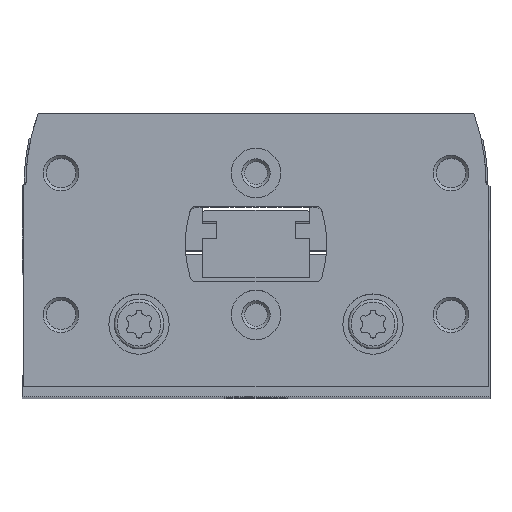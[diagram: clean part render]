
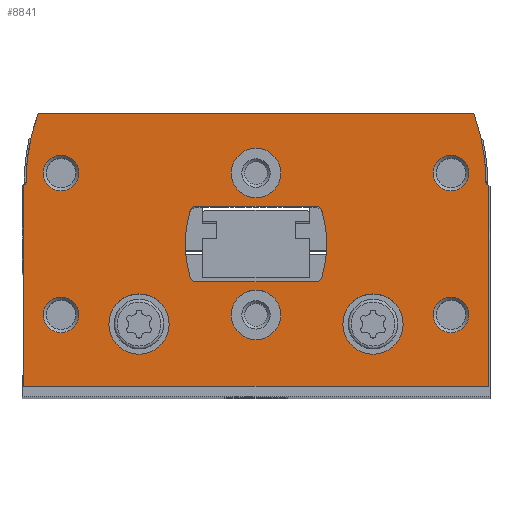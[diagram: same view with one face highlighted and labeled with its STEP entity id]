
A CAD part, top view. The second image highlights one B-rep face of the part: STEP entity #8841.
In plain terms, the highlighted planar face has unit normal (0, 0, 1).
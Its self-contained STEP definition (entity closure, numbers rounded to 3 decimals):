
#405=LINE('',#13781,#891);
#410=LINE('',#13791,#896);
#428=LINE('',#13837,#914);
#434=LINE('',#13849,#920);
#447=LINE('',#13919,#933);
#449=LINE('',#13925,#935);
#450=LINE('',#13959,#936);
#451=LINE('',#13979,#937);
#891=VECTOR('',#11363,1000.);
#896=VECTOR('',#11370,1000.);
#914=VECTOR('',#11406,1000.);
#920=VECTOR('',#11416,1000.);
#933=VECTOR('',#11471,1000.);
#935=VECTOR('',#11479,1000.);
#936=VECTOR('',#11514,1000.);
#937=VECTOR('',#11535,1000.);
#1165=PLANE('',#9617);
#2435=ORIENTED_EDGE('',*,*,#3931,.F.);
#2436=ORIENTED_EDGE('',*,*,#3932,.F.);
#2437=ORIENTED_EDGE('',*,*,#3933,.T.);
#2438=ORIENTED_EDGE('',*,*,#3934,.T.);
#2439=ORIENTED_EDGE('',*,*,#3935,.T.);
#2440=ORIENTED_EDGE('',*,*,#3936,.T.);
#2441=ORIENTED_EDGE('',*,*,#3937,.T.);
#2442=ORIENTED_EDGE('',*,*,#3938,.T.);
#2443=ORIENTED_EDGE('',*,*,#3891,.F.);
#2444=ORIENTED_EDGE('',*,*,#3909,.F.);
#2445=ORIENTED_EDGE('',*,*,#3903,.F.);
#2446=ORIENTED_EDGE('',*,*,#3900,.F.);
#2447=ORIENTED_EDGE('',*,*,#3939,.F.);
#2448=ORIENTED_EDGE('',*,*,#3940,.F.);
#2449=ORIENTED_EDGE('',*,*,#3941,.F.);
#2450=ORIENTED_EDGE('',*,*,#3894,.F.);
#2451=ORIENTED_EDGE('',*,*,#3878,.T.);
#2452=ORIENTED_EDGE('',*,*,#3872,.T.);
#2453=ORIENTED_EDGE('',*,*,#3913,.T.);
#2454=ORIENTED_EDGE('',*,*,#3843,.T.);
#2455=ORIENTED_EDGE('',*,*,#3848,.T.);
#2456=ORIENTED_EDGE('',*,*,#3852,.T.);
#2457=ORIENTED_EDGE('',*,*,#3930,.T.);
#2458=ORIENTED_EDGE('',*,*,#3884,.T.);
#3843=EDGE_CURVE('',#4707,#4706,#405,.T.);
#3848=EDGE_CURVE('',#4706,#4710,#410,.T.);
#3852=EDGE_CURVE('',#4710,#4712,#5247,.T.);
#3872=EDGE_CURVE('',#4727,#4729,#428,.T.);
#3878=EDGE_CURVE('',#4733,#4727,#434,.T.);
#3884=EDGE_CURVE('',#4738,#4733,#5253,.T.);
#3891=EDGE_CURVE('',#4742,#4743,#5256,.T.);
#3894=EDGE_CURVE('',#4743,#4744,#5257,.T.);
#3900=EDGE_CURVE('',#4748,#4749,#5260,.T.);
#3903=EDGE_CURVE('',#4749,#4751,#5261,.T.);
#3909=EDGE_CURVE('',#4751,#4742,#447,.T.);
#3913=EDGE_CURVE('',#4729,#4707,#449,.T.);
#3930=EDGE_CURVE('',#4712,#4738,#450,.T.);
#3931=EDGE_CURVE('',#4771,#4771,#5284,.T.);
#3932=EDGE_CURVE('',#4772,#4772,#5285,.T.);
#3933=EDGE_CURVE('',#4773,#4773,#5286,.T.);
#3934=EDGE_CURVE('',#4774,#4774,#5287,.T.);
#3935=EDGE_CURVE('',#4775,#4775,#5288,.T.);
#3936=EDGE_CURVE('',#4776,#4776,#5289,.T.);
#3937=EDGE_CURVE('',#4777,#4777,#5290,.T.);
#3938=EDGE_CURVE('',#4778,#4778,#5291,.T.);
#3939=EDGE_CURVE('',#4779,#4748,#5292,.T.);
#3940=EDGE_CURVE('',#4780,#4779,#451,.T.);
#3941=EDGE_CURVE('',#4744,#4780,#5293,.T.);
#4706=VERTEX_POINT('',#13780);
#4707=VERTEX_POINT('',#13782);
#4710=VERTEX_POINT('',#13790);
#4712=VERTEX_POINT('',#13797);
#4727=VERTEX_POINT('',#13831);
#4729=VERTEX_POINT('',#13836);
#4733=VERTEX_POINT('',#13847);
#4738=VERTEX_POINT('',#13862);
#4742=VERTEX_POINT('',#13876);
#4743=VERTEX_POINT('',#13878);
#4744=VERTEX_POINT('',#13886);
#4748=VERTEX_POINT('',#13899);
#4749=VERTEX_POINT('',#13901);
#4751=VERTEX_POINT('',#13910);
#4771=VERTEX_POINT('',#13962);
#4772=VERTEX_POINT('',#13964);
#4773=VERTEX_POINT('',#13966);
#4774=VERTEX_POINT('',#13968);
#4775=VERTEX_POINT('',#13970);
#4776=VERTEX_POINT('',#13972);
#4777=VERTEX_POINT('',#13974);
#4778=VERTEX_POINT('',#13976);
#4779=VERTEX_POINT('',#13978);
#4780=VERTEX_POINT('',#13980);
#5247=CIRCLE('',#9567,30.);
#5253=CIRCLE('',#9579,30.);
#5256=CIRCLE('',#9583,1.);
#5257=CIRCLE('',#9585,16.);
#5260=CIRCLE('',#9589,16.);
#5261=CIRCLE('',#9591,1.);
#5284=CIRCLE('',#9618,4.25);
#5285=CIRCLE('',#9619,4.25);
#5286=CIRCLE('',#9620,3.5);
#5287=CIRCLE('',#9621,3.5);
#5288=CIRCLE('',#9622,2.5);
#5289=CIRCLE('',#9623,2.5);
#5290=CIRCLE('',#9624,2.5);
#5291=CIRCLE('',#9625,2.5);
#5292=CIRCLE('',#9626,1.);
#5293=CIRCLE('',#9627,1.);
#5859=EDGE_LOOP('',(#2435));
#5860=EDGE_LOOP('',(#2436));
#5861=EDGE_LOOP('',(#2437));
#5862=EDGE_LOOP('',(#2438));
#5863=EDGE_LOOP('',(#2439));
#5864=EDGE_LOOP('',(#2440));
#5865=EDGE_LOOP('',(#2441));
#5866=EDGE_LOOP('',(#2442));
#5867=EDGE_LOOP('',(#2443,#2444,#2445,#2446,#2447,#2448,#2449,#2450));
#5868=EDGE_LOOP('',(#2451,#2452,#2453,#2454,#2455,#2456,#2457,#2458));
#6533=FACE_BOUND('',#5859,.T.);
#6534=FACE_BOUND('',#5860,.T.);
#6535=FACE_BOUND('',#5861,.T.);
#6536=FACE_BOUND('',#5862,.T.);
#6537=FACE_BOUND('',#5863,.T.);
#6538=FACE_BOUND('',#5864,.T.);
#6539=FACE_BOUND('',#5865,.T.);
#6540=FACE_BOUND('',#5866,.T.);
#6541=FACE_BOUND('',#5867,.T.);
#6542=FACE_BOUND('',#5868,.T.);
#8841=ADVANCED_FACE('',(#6533,#6534,#6535,#6536,#6537,#6538,#6539,#6540,
#6541,#6542),#1165,.T.);
#9567=AXIS2_PLACEMENT_3D('',#13798,#11377,#11378);
#9579=AXIS2_PLACEMENT_3D('',#13861,#11427,#11428);
#9583=AXIS2_PLACEMENT_3D('',#13877,#11438,#11439);
#9585=AXIS2_PLACEMENT_3D('',#13885,#11443,#11444);
#9589=AXIS2_PLACEMENT_3D('',#13900,#11453,#11454);
#9591=AXIS2_PLACEMENT_3D('',#13909,#11458,#11459);
#9617=AXIS2_PLACEMENT_3D('',#13960,#11515,#11516);
#9618=AXIS2_PLACEMENT_3D('',#13961,#11517,#11518);
#9619=AXIS2_PLACEMENT_3D('',#13963,#11519,#11520);
#9620=AXIS2_PLACEMENT_3D('',#13965,#11521,#11522);
#9621=AXIS2_PLACEMENT_3D('',#13967,#11523,#11524);
#9622=AXIS2_PLACEMENT_3D('',#13969,#11525,#11526);
#9623=AXIS2_PLACEMENT_3D('',#13971,#11527,#11528);
#9624=AXIS2_PLACEMENT_3D('',#13973,#11529,#11530);
#9625=AXIS2_PLACEMENT_3D('',#13975,#11531,#11532);
#9626=AXIS2_PLACEMENT_3D('',#13977,#11533,#11534);
#9627=AXIS2_PLACEMENT_3D('',#13981,#11536,#11537);
#11363=DIRECTION('',(0.,1.,0.));
#11370=DIRECTION('',(-0.866,0.5,0.));
#11377=DIRECTION('',(0.,0.,1.));
#11378=DIRECTION('',(1.,0.,0.));
#11406=DIRECTION('',(0.,-1.,0.));
#11416=DIRECTION('',(-0.866,-0.5,0.));
#11427=DIRECTION('',(0.,0.,1.));
#11428=DIRECTION('',(1.,0.,0.));
#11438=DIRECTION('',(0.,0.,1.));
#11439=DIRECTION('',(1.,0.,0.));
#11443=DIRECTION('',(0.,0.,1.));
#11444=DIRECTION('',(1.,0.,0.));
#11453=DIRECTION('',(0.,0.,1.));
#11454=DIRECTION('',(1.,0.,0.));
#11458=DIRECTION('',(0.,0.,1.));
#11459=DIRECTION('',(1.,0.,0.));
#11471=DIRECTION('',(-1.,0.,0.));
#11479=DIRECTION('',(1.,0.,0.));
#11514=DIRECTION('',(-1.,0.,0.));
#11515=DIRECTION('',(0.,0.,1.));
#11516=DIRECTION('',(1.,0.,0.));
#11517=DIRECTION('',(0.,0.,1.));
#11518=DIRECTION('',(1.,0.,0.));
#11519=DIRECTION('',(0.,0.,1.));
#11520=DIRECTION('',(1.,0.,0.));
#11521=DIRECTION('',(0.,0.,-1.));
#11522=DIRECTION('',(-1.,0.,0.));
#11523=DIRECTION('',(0.,0.,-1.));
#11524=DIRECTION('',(-1.,0.,0.));
#11525=DIRECTION('',(0.,0.,-1.));
#11526=DIRECTION('',(-1.,0.,0.));
#11527=DIRECTION('',(0.,0.,-1.));
#11528=DIRECTION('',(-1.,0.,0.));
#11529=DIRECTION('',(0.,0.,-1.));
#11530=DIRECTION('',(-1.,0.,0.));
#11531=DIRECTION('',(0.,0.,-1.));
#11532=DIRECTION('',(-1.,0.,0.));
#11533=DIRECTION('',(0.,0.,1.));
#11534=DIRECTION('',(1.,0.,0.));
#11535=DIRECTION('',(1.,0.,0.));
#11536=DIRECTION('',(0.,0.,1.));
#11537=DIRECTION('',(1.,0.,0.));
#13780=CARTESIAN_POINT('',(32.75,28.327,0.));
#13781=CARTESIAN_POINT('',(32.75,0.,0.));
#13782=CARTESIAN_POINT('',(32.75,0.,0.));
#13790=CARTESIAN_POINT('',(32.45,28.5,0.));
#13791=CARTESIAN_POINT('',(32.75,28.327,0.));
#13797=CARTESIAN_POINT('',(30.734,38.5,0.));
#13798=CARTESIAN_POINT('',(2.45,28.5,0.));
#13831=CARTESIAN_POINT('',(-32.75,28.327,0.));
#13836=CARTESIAN_POINT('',(-32.75,0.,0.));
#13837=CARTESIAN_POINT('',(-32.75,28.327,0.));
#13847=CARTESIAN_POINT('',(-32.45,28.5,0.));
#13849=CARTESIAN_POINT('',(-32.45,28.5,0.));
#13861=CARTESIAN_POINT('',(-2.45,28.5,0.));
#13862=CARTESIAN_POINT('',(-30.734,38.5,0.));
#13876=CARTESIAN_POINT('',(-8.355,25.4,0.));
#13877=CARTESIAN_POINT('',(-8.355,24.4,0.));
#13878=CARTESIAN_POINT('',(-9.312,24.69,0.));
#13885=CARTESIAN_POINT('',(6.,20.05,0.));
#13886=CARTESIAN_POINT('',(-9.312,15.41,0.));
#13899=CARTESIAN_POINT('',(9.312,15.41,0.));
#13900=CARTESIAN_POINT('',(-6.,20.05,0.));
#13901=CARTESIAN_POINT('',(9.312,24.69,0.));
#13909=CARTESIAN_POINT('',(8.355,24.4,0.));
#13910=CARTESIAN_POINT('',(8.355,25.4,0.));
#13919=CARTESIAN_POINT('',(8.355,25.4,0.));
#13925=CARTESIAN_POINT('',(-32.75,0.,0.));
#13959=CARTESIAN_POINT('',(30.734,38.5,0.));
#13960=CARTESIAN_POINT('',(2.45,28.5,0.));
#13961=CARTESIAN_POINT('',(-16.5,8.75,0.));
#13962=CARTESIAN_POINT('',(-12.25,8.75,0.));
#13963=CARTESIAN_POINT('',(16.5,8.75,0.));
#13964=CARTESIAN_POINT('',(20.75,8.75,0.));
#13965=CARTESIAN_POINT('',(0.,10.05,0.));
#13966=CARTESIAN_POINT('',(-3.5,10.05,0.));
#13967=CARTESIAN_POINT('',(0.,30.05,0.));
#13968=CARTESIAN_POINT('',(-3.5,30.05,0.));
#13969=CARTESIAN_POINT('',(27.5,10.05,0.));
#13970=CARTESIAN_POINT('',(25.,10.05,0.));
#13971=CARTESIAN_POINT('',(-27.5,10.05,0.));
#13972=CARTESIAN_POINT('',(-30.,10.05,0.));
#13973=CARTESIAN_POINT('',(-27.5,30.05,0.));
#13974=CARTESIAN_POINT('',(-30.,30.05,0.));
#13975=CARTESIAN_POINT('',(27.5,30.05,0.));
#13976=CARTESIAN_POINT('',(25.,30.05,0.));
#13977=CARTESIAN_POINT('',(8.355,15.7,0.));
#13978=CARTESIAN_POINT('',(8.355,14.7,0.));
#13979=CARTESIAN_POINT('',(-8.355,14.7,0.));
#13980=CARTESIAN_POINT('',(-8.355,14.7,0.));
#13981=CARTESIAN_POINT('',(-8.355,15.7,0.));
